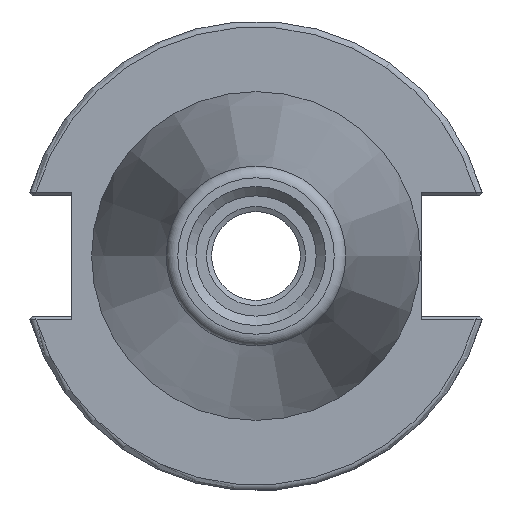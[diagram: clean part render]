
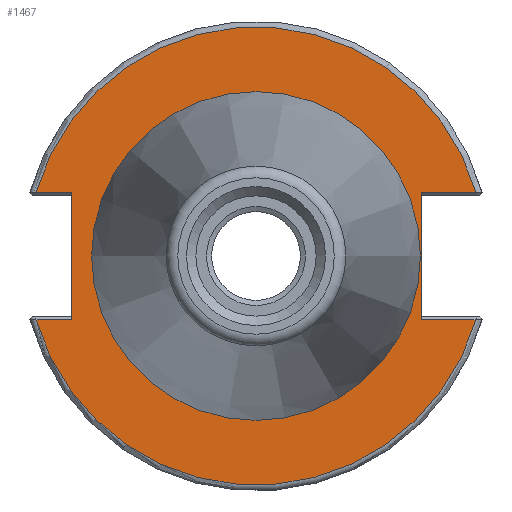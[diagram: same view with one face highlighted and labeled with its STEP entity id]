
A CAD part, left-side view. The second image highlights one B-rep face of the part: STEP entity #1467.
In plain terms, the highlighted planar face has unit normal (-1, 0, 0).
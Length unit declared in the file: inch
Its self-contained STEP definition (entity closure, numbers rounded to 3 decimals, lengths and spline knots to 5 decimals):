
#115=FACE_BOUND('',#255,.T.);
#122=PLANE('',#1587);
#164=FACE_OUTER_BOUND('',#254,.T.);
#254=EDGE_LOOP('',(#1034,#1035,#1036,#1037,#1038,#1039,#1040,#1041));
#255=EDGE_LOOP('',(#1042));
#348=LINE('',#2099,#468);
#349=LINE('',#2101,#469);
#350=LINE('',#2105,#470);
#351=LINE('',#2107,#471);
#352=LINE('',#2109,#472);
#353=LINE('',#2112,#473);
#468=VECTOR('',#1754,0.12159);
#469=VECTOR('',#1755,0.29091);
#470=VECTOR('',#1758,0.19091);
#471=VECTOR('',#1759,0.67625);
#472=VECTOR('',#1760,0.19091);
#473=VECTOR('',#1763,0.29091);
#590=CIRCLE('',#1586,0.86);
#591=CIRCLE('',#1588,1.21875);
#592=CIRCLE('',#1589,1.21875);
#640=VERTEX_POINT('',#2093);
#641=VERTEX_POINT('',#2097);
#642=VERTEX_POINT('',#2098);
#643=VERTEX_POINT('',#2100);
#644=VERTEX_POINT('',#2102);
#645=VERTEX_POINT('',#2104);
#646=VERTEX_POINT('',#2106);
#647=VERTEX_POINT('',#2108);
#648=VERTEX_POINT('',#2110);
#790=EDGE_CURVE('',#640,#640,#590,.T.);
#791=EDGE_CURVE('',#641,#642,#348,.T.);
#792=EDGE_CURVE('',#642,#643,#349,.T.);
#793=EDGE_CURVE('',#644,#643,#591,.T.);
#794=EDGE_CURVE('',#645,#644,#350,.T.);
#795=EDGE_CURVE('',#646,#645,#351,.T.);
#796=EDGE_CURVE('',#647,#646,#352,.T.);
#797=EDGE_CURVE('',#648,#647,#592,.T.);
#798=EDGE_CURVE('',#648,#641,#353,.T.);
#1034=ORIENTED_EDGE('',*,*,#791,.T.);
#1035=ORIENTED_EDGE('',*,*,#792,.T.);
#1036=ORIENTED_EDGE('',*,*,#793,.F.);
#1037=ORIENTED_EDGE('',*,*,#794,.F.);
#1038=ORIENTED_EDGE('',*,*,#795,.F.);
#1039=ORIENTED_EDGE('',*,*,#796,.F.);
#1040=ORIENTED_EDGE('',*,*,#797,.F.);
#1041=ORIENTED_EDGE('',*,*,#798,.T.);
#1042=ORIENTED_EDGE('',*,*,#790,.F.);
#1467=ADVANCED_FACE('',(#164,#115),#122,.T.);
#1586=AXIS2_PLACEMENT_3D('',#2095,#1750,#1751);
#1587=AXIS2_PLACEMENT_3D('',#2096,#1752,#1753);
#1588=AXIS2_PLACEMENT_3D('',#2103,#1756,#1757);
#1589=AXIS2_PLACEMENT_3D('',#2111,#1761,#1762);
#1750=DIRECTION('center_axis',(-1.,0.,0.));
#1751=DIRECTION('ref_axis',(0.,0.,1.));
#1752=DIRECTION('center_axis',(-1.,0.,0.));
#1753=DIRECTION('ref_axis',(0.,0.,1.));
#1754=DIRECTION('',(0.,0.,1.));
#1755=DIRECTION('',(0.,-1.,0.));
#1756=DIRECTION('center_axis',(1.,0.,0.));
#1757=DIRECTION('ref_axis',(0.,0.,1.));
#1758=DIRECTION('',(0.,1.,0.));
#1759=DIRECTION('',(0.,0.,1.));
#1760=DIRECTION('',(0.,-1.,0.));
#1761=DIRECTION('center_axis',(1.,0.,0.));
#1762=DIRECTION('ref_axis',(0.,0.,-1.));
#1763=DIRECTION('',(0.,1.,0.));
#2093=CARTESIAN_POINT('',(0.125,0.,-0.86));
#2095=CARTESIAN_POINT('Origin',(0.125,0.,0.));
#2096=CARTESIAN_POINT('Origin',(0.125,-0.875,0.));
#2097=CARTESIAN_POINT('',(0.125,-0.88,-0.33813));
#2098=CARTESIAN_POINT('',(0.125,-0.88,0.33813));
#2099=CARTESIAN_POINT('',(0.125,-0.88,0.));
#2100=CARTESIAN_POINT('',(0.125,-1.17091,0.33813));
#2101=CARTESIAN_POINT('',(0.125,-0.9025,0.33813));
#2102=CARTESIAN_POINT('',(0.125,1.17091,0.33813));
#2103=CARTESIAN_POINT('Origin',(0.125,0.,0.));
#2104=CARTESIAN_POINT('',(0.125,0.98,0.33813));
#2105=CARTESIAN_POINT('',(0.125,0.0275,0.33813));
#2106=CARTESIAN_POINT('',(0.125,0.98,-0.33813));
#2107=CARTESIAN_POINT('',(0.125,0.98,-0.33813));
#2108=CARTESIAN_POINT('',(0.125,1.17091,-0.33813));
#2109=CARTESIAN_POINT('',(0.125,0.2775,-0.33813));
#2110=CARTESIAN_POINT('',(0.125,-1.17091,-0.33813));
#2111=CARTESIAN_POINT('Origin',(0.125,0.,0.));
#2112=CARTESIAN_POINT('',(0.125,-0.9025,-0.33813));
